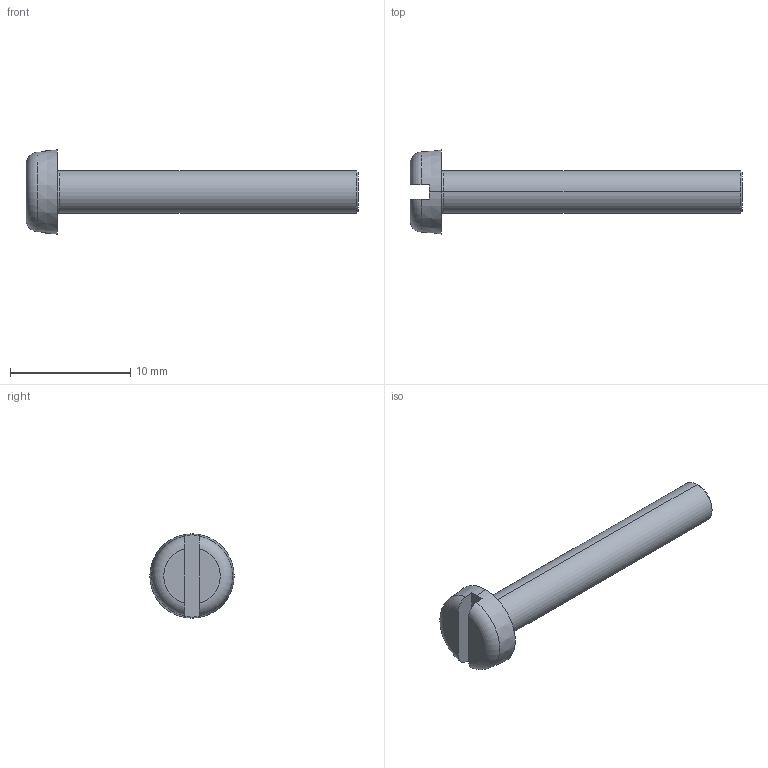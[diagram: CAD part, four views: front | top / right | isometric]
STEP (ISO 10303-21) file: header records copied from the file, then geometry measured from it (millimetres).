
FILE_DESCRIPTION (( 'STEP AP214' ), '1' );
FILE_NAME ('NORDEX-DJS-M3-30.STEP', '2019-06-12T18:43:13', ( '' ), ( '' ), 'SwSTEP 2.0', 'SolidWorks 2019', '' );
FILE_SCHEMA (( 'AUTOMOTIVE_DESIGN' ));
Length unit declared in the file: millimetre
Products named in the file (1): NORDEX-DJS-M3-30
Bounding box: 27.6 x 7 x 7 mm (x, y, z)
Volume: 321.9 mm3; surface area: 412.7 mm2
Topology: 1 solids, 1 shells, 17 faces, 38 edges, 24 vertices
Faces by surface type: plane 7, cone 4, torus 4, cylinder 2
Entity records: 574 total; most frequent: CARTESIAN_POINT 134, DIRECTION 86, ORIENTED_EDGE 76, EDGE_CURVE 38, AXIS2_PLACEMENT_3D 38, VERTEX_POINT 24, CIRCLE 20, EDGE_LOOP 18
